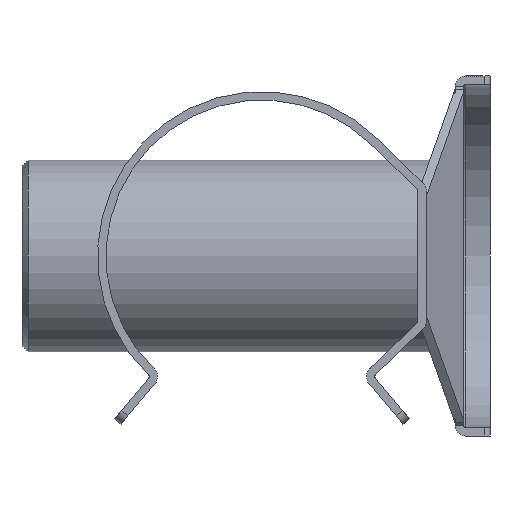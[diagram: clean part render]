
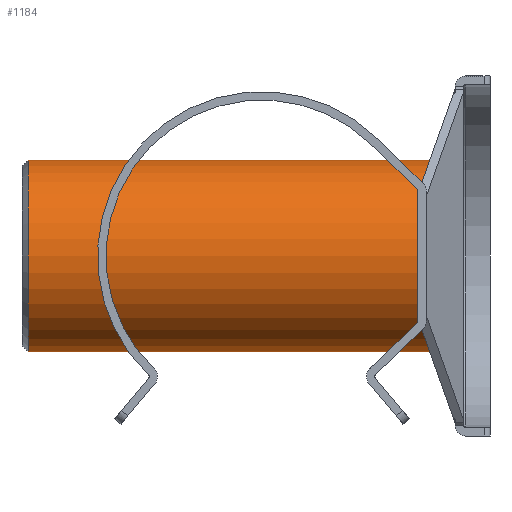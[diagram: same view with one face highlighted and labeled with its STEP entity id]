
A CAD part, front view. The second image highlights one B-rep face of the part: STEP entity #1184.
In plain terms, the highlighted cylindrical face has radius 8 mm (diameter 16 mm), a full revolution.
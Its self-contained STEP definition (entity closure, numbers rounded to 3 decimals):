
#74 = VERTEX_POINT ( 'NONE', #730 ) ;
#111 = DIRECTION ( 'NONE',  ( 0., 0., 1. ) ) ;
#420 = DIRECTION ( 'NONE',  ( -1., 0., 0. ) ) ;
#493 = EDGE_CURVE ( 'NONE', #1538, #1538, #1665, .T. ) ;
#505 = FACE_OUTER_BOUND ( 'NONE', #719, .T. ) ;
#677 = DIRECTION ( 'NONE',  ( 0., 0., 1. ) ) ;
#686 = CARTESIAN_POINT ( 'NONE',  ( -20., 0., 0. ) ) ;
#719 = EDGE_LOOP ( 'NONE', ( #1469 ) ) ;
#730 = CARTESIAN_POINT ( 'NONE',  ( 16.1, 8., 0. ) ) ;
#907 = CIRCLE ( 'NONE', #2054, 8. ) ;
#1030 = EDGE_CURVE ( 'NONE', #74, #74, #907, .T. ) ;
#1043 = DIRECTION ( 'NONE',  ( 1., 0., 0. ) ) ;
#1157 = AXIS2_PLACEMENT_3D ( 'NONE', #1554, #420, #111 ) ;
#1164 = CYLINDRICAL_SURFACE ( 'NONE', #1288, 8. ) ;
#1184 = ADVANCED_FACE ( 'NONE', ( #1493, #505 ), #1164, .T. ) ;
#1288 = AXIS2_PLACEMENT_3D ( 'NONE', #686, #1650, #677 ) ;
#1397 = CARTESIAN_POINT ( 'NONE',  ( -19.5, 0., 8. ) ) ;
#1469 = ORIENTED_EDGE ( 'NONE', *, *, #1030, .F. ) ;
#1493 = FACE_OUTER_BOUND ( 'NONE', #1739, .T. ) ;
#1532 = CARTESIAN_POINT ( 'NONE',  ( 16.1, 0., 0. ) ) ;
#1538 = VERTEX_POINT ( 'NONE', #1397 ) ;
#1554 = CARTESIAN_POINT ( 'NONE',  ( -19.5, 0., 0. ) ) ;
#1650 = DIRECTION ( 'NONE',  ( -1., 0., 0. ) ) ;
#1665 = CIRCLE ( 'NONE', #1157, 8. ) ;
#1701 = DIRECTION ( 'NONE',  ( 0., 1., 0. ) ) ;
#1733 = ORIENTED_EDGE ( 'NONE', *, *, #493, .F. ) ;
#1739 = EDGE_LOOP ( 'NONE', ( #1733 ) ) ;
#2054 = AXIS2_PLACEMENT_3D ( 'NONE', #1532, #1043, #1701 ) ;
